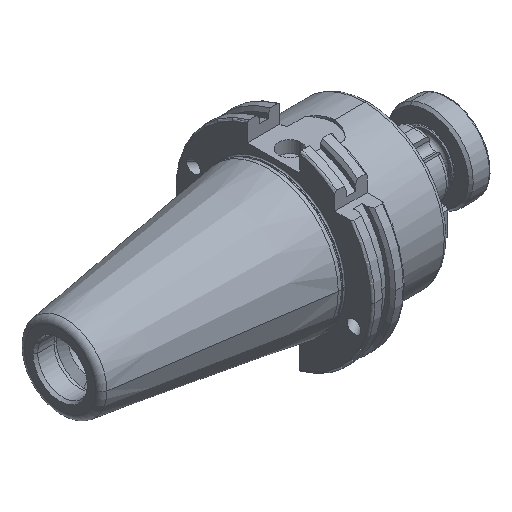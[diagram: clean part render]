
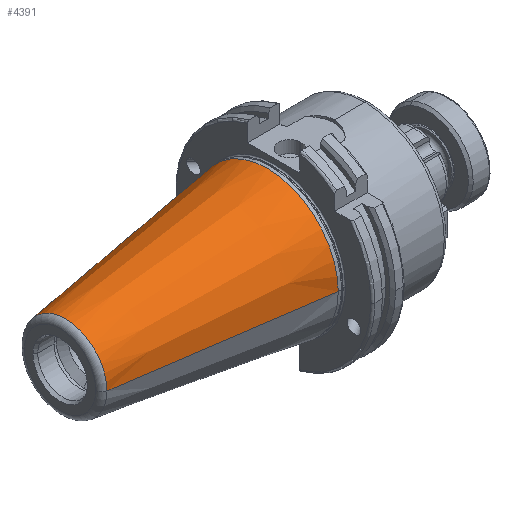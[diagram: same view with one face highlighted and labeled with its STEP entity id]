
A CAD part, isometric view. The second image highlights one B-rep face of the part: STEP entity #4391.
In plain terms, the highlighted conical face has half-angle 8.297 degrees and reference radius 34.925 mm.
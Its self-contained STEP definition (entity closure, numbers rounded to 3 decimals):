
#122 = DIRECTION ( 'NONE',  ( -1., 0., 0. ) ) ;
#159 = EDGE_CURVE ( 'NONE', #634, #4143, #3845, .T. ) ;
#205 = ORIENTED_EDGE ( 'NONE', *, *, #159, .T. ) ;
#366 = CARTESIAN_POINT ( 'NONE',  ( 0., -34.925, 0. ) ) ;
#634 = VERTEX_POINT ( 'NONE', #7362 ) ;
#675 = AXIS2_PLACEMENT_3D ( 'NONE', #9914, #4103, #10755 ) ;
#1058 = ORIENTED_EDGE ( 'NONE', *, *, #1714, .F. ) ;
#1714 = EDGE_CURVE ( 'NONE', #634, #9100, #10480, .T. ) ;
#1759 = VECTOR ( 'NONE', #3252, 1000. ) ;
#2289 = DIRECTION ( 'NONE',  ( -1., 0., 0. ) ) ;
#2304 = CONICAL_SURFACE ( 'NONE', #675, 34.925, 0.145 ) ;
#2386 = CARTESIAN_POINT ( 'NONE',  ( -99.183, 20.461, 0. ) ) ;
#2570 = FACE_OUTER_BOUND ( 'NONE', #7711, .T. ) ;
#2758 = ORIENTED_EDGE ( 'NONE', *, *, #8441, .F. ) ;
#3078 = VERTEX_POINT ( 'NONE', #9476 ) ;
#3176 = VECTOR ( 'NONE', #9719, 1000. ) ;
#3252 = DIRECTION ( 'NONE',  ( 0.99, 0.144, 0. ) ) ;
#3845 = LINE ( 'NONE', #5538, #3176 ) ;
#4103 = DIRECTION ( 'NONE',  ( 1., 0., 0. ) ) ;
#4143 = VERTEX_POINT ( 'NONE', #366 ) ;
#4279 = EDGE_CURVE ( 'NONE', #4143, #3078, #9839, .T. ) ;
#4298 = AXIS2_PLACEMENT_3D ( 'NONE', #5210, #122, #6055 ) ;
#4391 = ADVANCED_FACE ( 'NONE', ( #2570 ), #2304, .T. ) ;
#5210 = CARTESIAN_POINT ( 'NONE',  ( -99.183, 0., 0. ) ) ;
#5452 = AXIS2_PLACEMENT_3D ( 'NONE', #7352, #2289, #8194 ) ;
#5538 = CARTESIAN_POINT ( 'NONE',  ( 0., -34.925, 0. ) ) ;
#6055 = DIRECTION ( 'NONE',  ( 0., -1., 0. ) ) ;
#6288 = LINE ( 'NONE', #10038, #1759 ) ;
#7352 = CARTESIAN_POINT ( 'NONE',  ( 0., 0., 0. ) ) ;
#7362 = CARTESIAN_POINT ( 'NONE',  ( -99.183, -20.461, 0. ) ) ;
#7711 = EDGE_LOOP ( 'NONE', ( #1058, #205, #8056, #2758 ) ) ;
#8056 = ORIENTED_EDGE ( 'NONE', *, *, #4279, .T. ) ;
#8194 = DIRECTION ( 'NONE',  ( 0., -1., 0. ) ) ;
#8441 = EDGE_CURVE ( 'NONE', #9100, #3078, #6288, .T. ) ;
#9100 = VERTEX_POINT ( 'NONE', #2386 ) ;
#9476 = CARTESIAN_POINT ( 'NONE',  ( 0., 34.925, 0. ) ) ;
#9719 = DIRECTION ( 'NONE',  ( 0.99, -0.144, 0. ) ) ;
#9839 = CIRCLE ( 'NONE', #5452, 34.925 ) ;
#9914 = CARTESIAN_POINT ( 'NONE',  ( 0., 0., 0. ) ) ;
#10038 = CARTESIAN_POINT ( 'NONE',  ( 0., 34.925, 0. ) ) ;
#10480 = CIRCLE ( 'NONE', #4298, 20.461 ) ;
#10755 = DIRECTION ( 'NONE',  ( 0., 1., 0. ) ) ;
